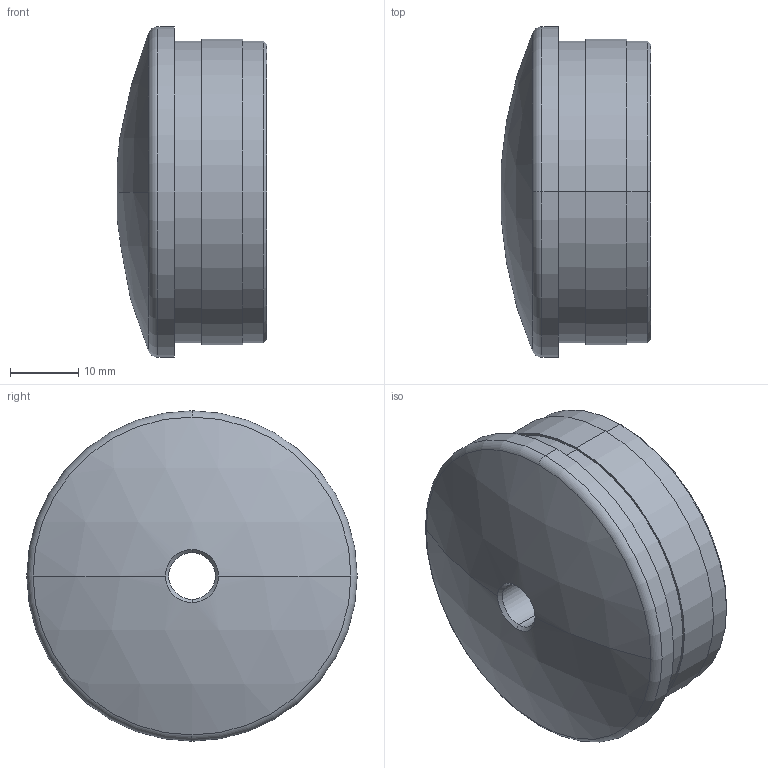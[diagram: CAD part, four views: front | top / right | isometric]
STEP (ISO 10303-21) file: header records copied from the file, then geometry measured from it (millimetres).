
FILE_DESCRIPTION (( 'STEP AP203' ), '1' );
FILE_NAME ('A_5735-248-R.STEP', '2018-12-18T10:29:39', ( '' ), ( '' ), 'SwSTEP 2.0', 'SolidWorks 2013', '' );
FILE_SCHEMA (( 'CONFIG_CONTROL_DESIGN' ));
Length unit declared in the file: millimetre
Products named in the file (1): A_5735-248-R
Bounding box: 21.87 x 48.3 x 48.3 mm (x, y, z)
Volume: 10056.2 mm3; surface area: 8858.4 mm2
Topology: 1 solids, 1 shells, 143 faces, 342 edges, 188 vertices
Faces by surface type: bspline 56, cylinder 36, torus 26, plane 13, cone 6, sphere 6
Entity records: 5397 total; most frequent: CARTESIAN_POINT 2464, ORIENTED_EDGE 652, DIRECTION 538, EDGE_CURVE 326, AXIS2_PLACEMENT_3D 242, VERTEX_POINT 188, CIRCLE 154, EDGE_LOOP 148
